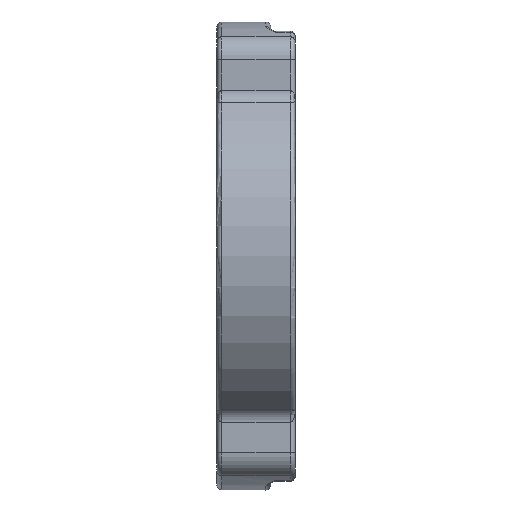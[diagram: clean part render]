
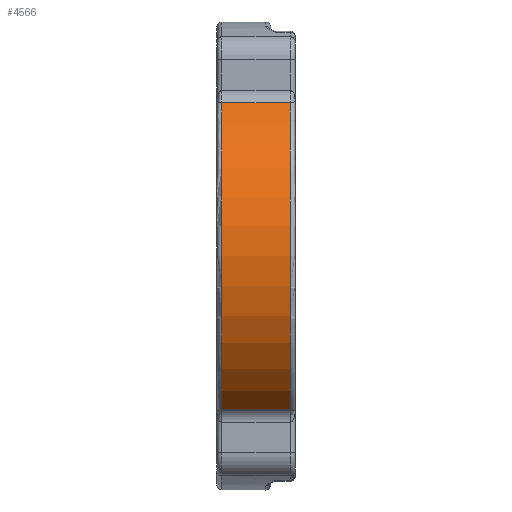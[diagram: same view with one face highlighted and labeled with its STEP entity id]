
A CAD part, left-side view. The second image highlights one B-rep face of the part: STEP entity #4566.
In plain terms, the highlighted cylindrical face has radius 38 mm (diameter 76 mm), a partial arc.
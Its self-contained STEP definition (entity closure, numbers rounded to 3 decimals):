
#238 = DIRECTION ( 'NONE',  ( 0., 1., 0. ) ) ;
#442 = VECTOR ( 'NONE', #238, 1000. ) ;
#452 = VERTEX_POINT ( 'NONE', #900 ) ;
#624 = CARTESIAN_POINT ( 'NONE',  ( 0., 16., 0. ) ) ;
#822 = VECTOR ( 'NONE', #2877, 1000. ) ;
#900 = CARTESIAN_POINT ( 'NONE',  ( -21.317, 15., 31.458 ) ) ;
#1388 = DIRECTION ( 'NONE',  ( 0., 0., -1. ) ) ;
#1466 = ORIENTED_EDGE ( 'NONE', *, *, #3531, .T. ) ;
#1470 = ORIENTED_EDGE ( 'NONE', *, *, #2284, .T. ) ;
#1479 = AXIS2_PLACEMENT_3D ( 'NONE', #1769, #1747, #3588 ) ;
#1507 = EDGE_CURVE ( 'NONE', #2064, #1669, #4602, .T. ) ;
#1526 = VERTEX_POINT ( 'NONE', #4204 ) ;
#1669 = VERTEX_POINT ( 'NONE', #2253 ) ;
#1683 = LINE ( 'NONE', #4594, #442 ) ;
#1747 = DIRECTION ( 'NONE',  ( 0., 1., 0. ) ) ;
#1766 = DIRECTION ( 'NONE',  ( 0., -1., 0. ) ) ;
#1769 = CARTESIAN_POINT ( 'NONE',  ( 0., 1., 0. ) ) ;
#1948 = AXIS2_PLACEMENT_3D ( 'NONE', #624, #1766, #1388 ) ;
#2064 = VERTEX_POINT ( 'NONE', #3486 ) ;
#2253 = CARTESIAN_POINT ( 'NONE',  ( -21.317, 1., -31.458 ) ) ;
#2284 = EDGE_CURVE ( 'NONE', #452, #2064, #4088, .T. ) ;
#2669 = ORIENTED_EDGE ( 'NONE', *, *, #2689, .T. ) ;
#2689 = EDGE_CURVE ( 'NONE', #1669, #1526, #4610, .T. ) ;
#2877 = DIRECTION ( 'NONE',  ( 0., -1., 0. ) ) ;
#3011 = CARTESIAN_POINT ( 'NONE',  ( 0., 15., 0. ) ) ;
#3171 = FACE_OUTER_BOUND ( 'NONE', #4357, .T. ) ;
#3207 = CARTESIAN_POINT ( 'NONE',  ( -21.317, 16., -31.458 ) ) ;
#3486 = CARTESIAN_POINT ( 'NONE',  ( -21.317, 15., -31.458 ) ) ;
#3531 = EDGE_CURVE ( 'NONE', #1526, #452, #1683, .T. ) ;
#3588 = DIRECTION ( 'NONE',  ( 0., 0., 1. ) ) ;
#3761 = DIRECTION ( 'NONE',  ( 0., -1., 0. ) ) ;
#3887 = CYLINDRICAL_SURFACE ( 'NONE', #1948, 38. ) ;
#4088 = CIRCLE ( 'NONE', #4466, 38. ) ;
#4204 = CARTESIAN_POINT ( 'NONE',  ( -21.317, 1., 31.458 ) ) ;
#4357 = EDGE_LOOP ( 'NONE', ( #1470, #4379, #2669, #1466 ) ) ;
#4379 = ORIENTED_EDGE ( 'NONE', *, *, #1507, .T. ) ;
#4435 = DIRECTION ( 'NONE',  ( 0., 0., 1. ) ) ;
#4466 = AXIS2_PLACEMENT_3D ( 'NONE', #3011, #3761, #4435 ) ;
#4566 = ADVANCED_FACE ( 'NONE', ( #3171 ), #3887, .T. ) ;
#4594 = CARTESIAN_POINT ( 'NONE',  ( -21.317, 16., 31.458 ) ) ;
#4602 = LINE ( 'NONE', #3207, #822 ) ;
#4610 = CIRCLE ( 'NONE', #1479, 38. ) ;
